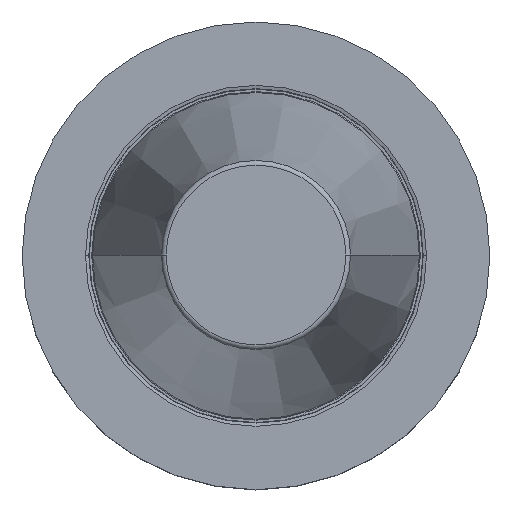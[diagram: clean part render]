
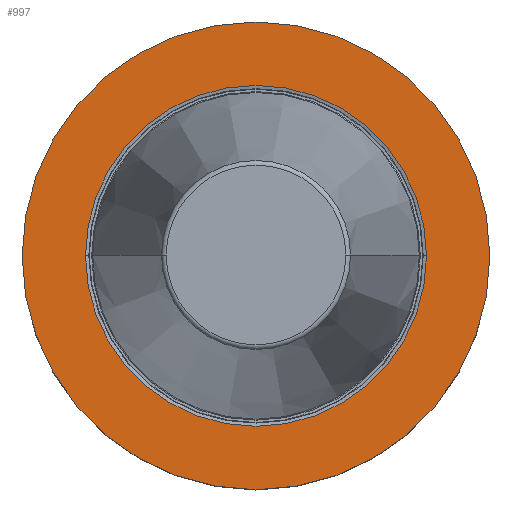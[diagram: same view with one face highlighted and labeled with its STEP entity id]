
A CAD part, top view. The second image highlights one B-rep face of the part: STEP entity #997.
In plain terms, the highlighted planar face has unit normal (0, 0, 1).
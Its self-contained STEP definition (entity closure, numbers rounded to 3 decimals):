
#39=CARTESIAN_POINT('',(0.,0.,-3.));
#40=DIRECTION('',(0.,0.,-1.));
#41=DIRECTION('',(1.,0.,0.));
#42=AXIS2_PLACEMENT_3D('',#39,#40,#41);
#48=CARTESIAN_POINT('',(0.,0.,-3.));
#49=DIRECTION('',(0.,0.,1.));
#50=DIRECTION('',(1.,0.,0.));
#51=AXIS2_PLACEMENT_3D('',#48,#49,#50);
#56=CARTESIAN_POINT('',(0.,0.,-3.));
#57=DIRECTION('',(0.,0.,1.));
#58=DIRECTION('',(1.,0.,0.));
#59=AXIS2_PLACEMENT_3D('',#56,#57,#58);
#64=CARTESIAN_POINT('',(0.,0.,-3.));
#65=DIRECTION('',(0.,0.,1.));
#66=DIRECTION('',(-1.,0.,0.));
#67=AXIS2_PLACEMENT_3D('',#64,#65,#66);
#912=CARTESIAN_POINT('',(50.,0.,-3.));
#913=CARTESIAN_POINT('',(-50.,0.,-3.));
#914=VERTEX_POINT('',#912);
#915=VERTEX_POINT('',#913);
#974=CARTESIAN_POINT('',(36.446,0.,-3.));
#975=VERTEX_POINT('',#974);
#978=CARTESIAN_POINT('',(-36.446,0.,-3.));
#979=VERTEX_POINT('',#978);
#980=CARTESIAN_POINT('',(0.,0.,-3.));
#981=DIRECTION('',(0.,0.,-1.));
#982=DIRECTION('',(-1.,0.,0.));
#983=AXIS2_PLACEMENT_3D('',#980,#981,#982);
#984=PLANE('',#983);
#986=ORIENTED_EDGE('',*,*,#985,.T.);
#988=ORIENTED_EDGE('',*,*,#987,.F.);
#989=EDGE_LOOP('',(#986,#988));
#990=FACE_OUTER_BOUND('',#989,.F.);
#992=ORIENTED_EDGE('',*,*,#991,.T.);
#994=ORIENTED_EDGE('',*,*,#993,.T.);
#995=EDGE_LOOP('',(#992,#994));
#996=FACE_BOUND('',#995,.F.);
#43=CIRCLE('',#42,50.);
#52=CIRCLE('',#51,50.);
#60=CIRCLE('',#59,36.446);
#68=CIRCLE('',#67,36.446);
#985=EDGE_CURVE('',#914,#915,#43,.T.);
#987=EDGE_CURVE('',#914,#915,#52,.T.);
#991=EDGE_CURVE('',#975,#979,#60,.T.);
#993=EDGE_CURVE('',#979,#975,#68,.T.);
#997=ADVANCED_FACE('',(#990,#996),#984,.F.);
